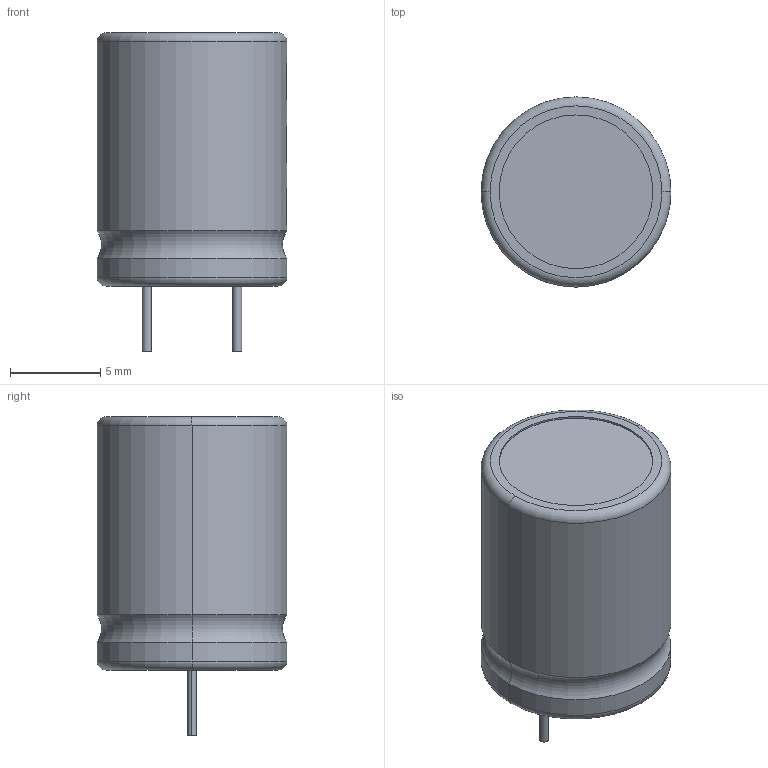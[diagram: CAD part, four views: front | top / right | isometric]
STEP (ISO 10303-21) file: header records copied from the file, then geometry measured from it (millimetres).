
FILE_DESCRIPTION((''),'2;1');
FILE_NAME('CAPPR500-1050X1400.stp','2012-03-15T14:42:34',(''),(''),'Mechanical Desktop 2011','Mechanical Desktop 2011',', , ');
FILE_SCHEMA(('AUTOMOTIVE_DESIGN { 1 2 10303 214 1 1 1 1 }'));
Length unit declared in the file: millimetre
Products named in the file (1): Product
Bounding box: 10.5 x 10.5 x 17.6 mm (x, y, z)
Volume: 1190.6 mm3; surface area: 891.9 mm2
Topology: 8 solids, 8 shells, 67 faces, 139 edges, 90 vertices
Faces by surface type: plane 36, cylinder 25, torus 6
Entity records: 1847 total; most frequent: DIRECTION 347, CARTESIAN_POINT 297, ORIENTED_EDGE 278, AXIS2_PLACEMENT_3D 140, EDGE_CURVE 139, VERTEX_POINT 90, CIRCLE 72, EDGE_LOOP 69
